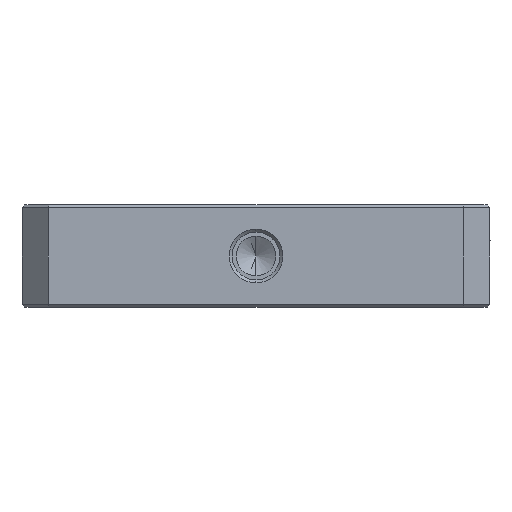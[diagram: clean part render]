
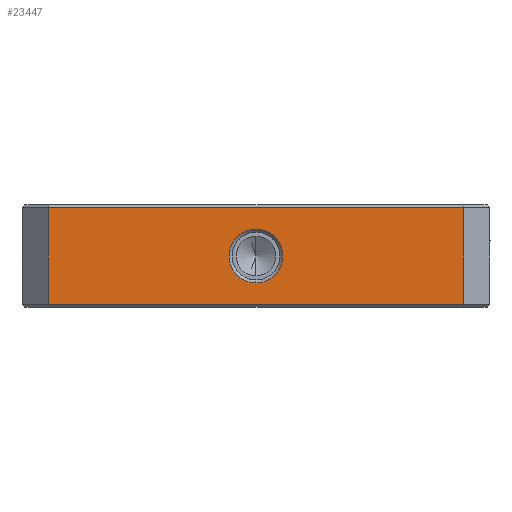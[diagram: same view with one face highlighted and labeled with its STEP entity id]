
A CAD part, front view. The second image highlights one B-rep face of the part: STEP entity #23447.
In plain terms, the highlighted planar face has unit normal (0, -1, 0).
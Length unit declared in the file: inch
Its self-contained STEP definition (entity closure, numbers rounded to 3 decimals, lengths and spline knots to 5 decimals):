
#358 = CARTESIAN_POINT ( 'NONE',  ( 0.71, -0.8, -0.165 ) ) ;
#525 = EDGE_LOOP ( 'NONE', ( #21577, #25595, #8849, #13457 ) ) ;
#694 = CARTESIAN_POINT ( 'NONE',  ( -0.71, -0.8, 0.165 ) ) ;
#799 = VERTEX_POINT ( 'NONE', #358 ) ;
#2015 = CARTESIAN_POINT ( 'NONE',  ( 0., -0.8, -0.092 ) ) ;
#2131 = CARTESIAN_POINT ( 'NONE',  ( 0., -0.8, 0.092 ) ) ;
#2675 = CARTESIAN_POINT ( 'NONE',  ( 0.71, -0.8, 0.175 ) ) ;
#2815 = DIRECTION ( 'NONE',  ( 0., 0., 1. ) ) ;
#3550 = DIRECTION ( 'NONE',  ( 0., 0., 1. ) ) ;
#5731 = CIRCLE ( 'NONE', #24793, 0.092 ) ;
#7905 = CARTESIAN_POINT ( 'NONE',  ( 0., -0.8, -0.165 ) ) ;
#8031 = LINE ( 'NONE', #2675, #18498 ) ;
#8219 = EDGE_CURVE ( 'NONE', #18254, #15950, #12191, .T. ) ;
#8421 = EDGE_CURVE ( 'NONE', #15950, #18254, #5731, .T. ) ;
#8584 = DIRECTION ( 'NONE',  ( 0., 0., 1. ) ) ;
#8799 = EDGE_CURVE ( 'NONE', #11798, #799, #20373, .T. ) ;
#8849 = ORIENTED_EDGE ( 'NONE', *, *, #17520, .F. ) ;
#9179 = FACE_OUTER_BOUND ( 'NONE', #525, .T. ) ;
#9540 = AXIS2_PLACEMENT_3D ( 'NONE', #14459, #12533, #8584 ) ;
#10121 = DIRECTION ( 'NONE',  ( 1., 0., 0. ) ) ;
#10792 = ORIENTED_EDGE ( 'NONE', *, *, #8219, .T. ) ;
#11049 = DIRECTION ( 'NONE',  ( 0., 0., -1. ) ) ;
#11798 = VERTEX_POINT ( 'NONE', #23017 ) ;
#12191 = CIRCLE ( 'NONE', #9540, 0.092 ) ;
#12265 = VECTOR ( 'NONE', #10121, 39.37008 ) ;
#12533 = DIRECTION ( 'NONE',  ( 0., 1., 0. ) ) ;
#12559 = EDGE_LOOP ( 'NONE', ( #26396, #10792 ) ) ;
#13457 = ORIENTED_EDGE ( 'NONE', *, *, #22189, .T. ) ;
#14030 = CARTESIAN_POINT ( 'NONE',  ( 0., -0.8, 0.175 ) ) ;
#14459 = CARTESIAN_POINT ( 'NONE',  ( 0., -0.8, 0. ) ) ;
#15718 = VERTEX_POINT ( 'NONE', #17693 ) ;
#15950 = VERTEX_POINT ( 'NONE', #2015 ) ;
#16316 = DIRECTION ( 'NONE',  ( 0., 0., -1. ) ) ;
#16562 = LINE ( 'NONE', #23060, #26033 ) ;
#17123 = DIRECTION ( 'NONE',  ( -1., 0., 0. ) ) ;
#17423 = DIRECTION ( 'NONE',  ( 0., 1., 0. ) ) ;
#17520 = EDGE_CURVE ( 'NONE', #15718, #799, #8031, .T. ) ;
#17693 = CARTESIAN_POINT ( 'NONE',  ( 0.71, -0.8, 0.165 ) ) ;
#18254 = VERTEX_POINT ( 'NONE', #2131 ) ;
#18498 = VECTOR ( 'NONE', #11049, 39.37008 ) ;
#20100 = PLANE ( 'NONE',  #26307 ) ;
#20373 = LINE ( 'NONE', #7905, #12265 ) ;
#20555 = VERTEX_POINT ( 'NONE', #694 ) ;
#20742 = CARTESIAN_POINT ( 'NONE',  ( -0.71, -0.8, 0.175 ) ) ;
#21212 = LINE ( 'NONE', #20742, #22543 ) ;
#21577 = ORIENTED_EDGE ( 'NONE', *, *, #23503, .T. ) ;
#22189 = EDGE_CURVE ( 'NONE', #15718, #20555, #16562, .T. ) ;
#22543 = VECTOR ( 'NONE', #16316, 39.37008 ) ;
#23017 = CARTESIAN_POINT ( 'NONE',  ( -0.71, -0.8, -0.165 ) ) ;
#23060 = CARTESIAN_POINT ( 'NONE',  ( -0.71, -0.8, 0.165 ) ) ;
#23447 = ADVANCED_FACE ( 'NONE', ( #24176, #9179 ), #20100, .F. ) ;
#23503 = EDGE_CURVE ( 'NONE', #20555, #11798, #21212, .T. ) ;
#24176 = FACE_BOUND ( 'NONE', #12559, .T. ) ;
#24431 = DIRECTION ( 'NONE',  ( 0., 1., 0. ) ) ;
#24793 = AXIS2_PLACEMENT_3D ( 'NONE', #25992, #17423, #2815 ) ;
#25595 = ORIENTED_EDGE ( 'NONE', *, *, #8799, .T. ) ;
#25992 = CARTESIAN_POINT ( 'NONE',  ( 0., -0.8, 0. ) ) ;
#26033 = VECTOR ( 'NONE', #17123, 39.37008 ) ;
#26307 = AXIS2_PLACEMENT_3D ( 'NONE', #14030, #24431, #3550 ) ;
#26396 = ORIENTED_EDGE ( 'NONE', *, *, #8421, .T. ) ;
